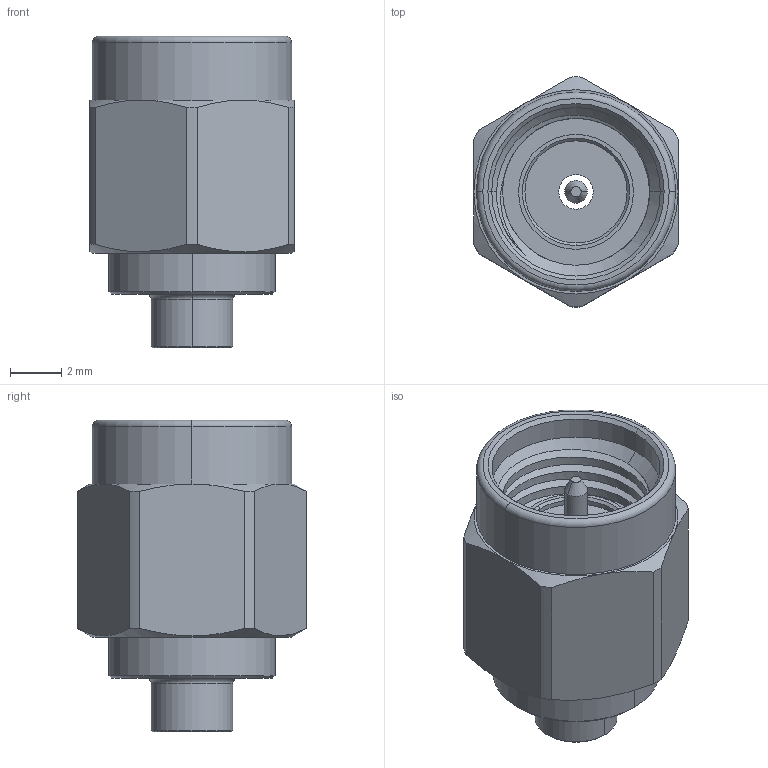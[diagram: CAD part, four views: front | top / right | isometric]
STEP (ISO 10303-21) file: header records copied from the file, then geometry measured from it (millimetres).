
FILE_DESCRIPTION (( 'STEP AP214' ), '1' );
FILE_NAME ('30-014-DS3-HA.STEP', '2024-08-08T13:34:32', ( '' ), ( '' ), 'SwSTEP 2.0', 'SolidWorks 2024', '' );
FILE_SCHEMA (( 'AUTOMOTIVE_DESIGN' ));
Length unit declared in the file: millimetre
Products named in the file (1): 30-014-DS3-HA
Bounding box: 8 x 9 x 12.2 mm (x, y, z)
Surface area: 552.3 mm2 (no closed solid volume)
Topology: 0 solids, 5 shells, 75 faces, 180 edges, 113 vertices
Faces by surface type: cylinder 30, cone 25, plane 14, torus 4, bspline 2
Entity records: 2762 total; most frequent: CARTESIAN_POINT 1050, DIRECTION 370, ORIENTED_EDGE 340, EDGE_CURVE 180, AXIS2_PLACEMENT_3D 158, VERTEX_POINT 113, CIRCLE 84, EDGE_LOOP 82
